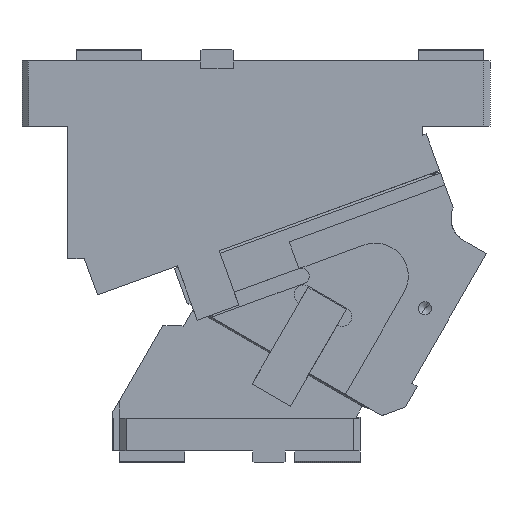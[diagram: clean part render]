
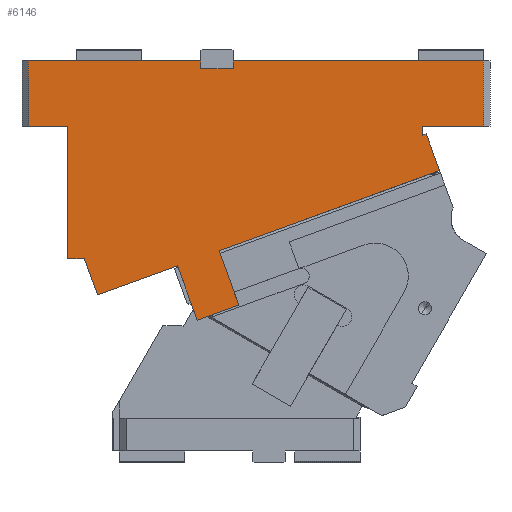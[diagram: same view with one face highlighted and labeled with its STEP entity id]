
A CAD part, front view. The second image highlights one B-rep face of the part: STEP entity #6146.
In plain terms, the highlighted planar face has unit normal (0, -1, 0).
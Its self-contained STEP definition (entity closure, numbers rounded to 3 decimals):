
#57=CARTESIAN_POINT('Line Origine',(162.5,-82.5,-3.)) ;
#61=CARTESIAN_POINT('Vertex',(162.5,-82.5,0.)) ;
#63=CARTESIAN_POINT('Vertex',(162.5,-82.5,-6.)) ;
#101=CARTESIAN_POINT('Vertex',(355.,-82.5,0.)) ;
#282=CARTESIAN_POINT('Line Origine',(258.75,-82.5,0.)) ;
#603=CARTESIAN_POINT('Vertex',(5.,-82.5,0.)) ;
#606=CARTESIAN_POINT('Line Origine',(71.25,-82.5,0.)) ;
#610=CARTESIAN_POINT('Vertex',(137.5,-82.5,0.)) ;
#1138=CARTESIAN_POINT('Vertex',(58.076,-82.5,-179.975)) ;
#1141=CARTESIAN_POINT('Line Origine',(52.946,-82.5,-165.88)) ;
#1145=CARTESIAN_POINT('Vertex',(47.816,-82.5,-151.784)) ;
#1192=CARTESIAN_POINT('Line Origine',(47.519,-82.5,-151.892)) ;
#1196=CARTESIAN_POINT('Vertex',(47.223,-82.5,-152.)) ;
#1231=CARTESIAN_POINT('Line Origine',(41.112,-82.5,-152.)) ;
#1235=CARTESIAN_POINT('Vertex',(35.,-82.5,-152.)) ;
#1259=CARTESIAN_POINT('Vertex',(35.,-82.5,-50.)) ;
#1365=CARTESIAN_POINT('Line Origine',(35.,-82.5,-101.)) ;
#2065=CARTESIAN_POINT('Vertex',(308.,-82.5,-57.085)) ;
#2068=CARTESIAN_POINT('Line Origine',(309.465,-82.5,-56.552)) ;
#2072=CARTESIAN_POINT('Vertex',(310.93,-82.5,-56.019)) ;
#2097=CARTESIAN_POINT('Vertex',(308.,-82.5,-50.)) ;
#2100=CARTESIAN_POINT('Line Origine',(308.,-82.5,-53.543)) ;
#3049=CARTESIAN_POINT('Line Origine',(20.,-82.5,-50.)) ;
#3053=CARTESIAN_POINT('Vertex',(5.,-82.5,-50.)) ;
#3317=CARTESIAN_POINT('Vertex',(137.5,-82.5,-6.)) ;
#3325=CARTESIAN_POINT('Line Origine',(137.5,-82.5,-3.)) ;
#3826=CARTESIAN_POINT('Line Origine',(5.,-82.5,-25.)) ;
#4854=CARTESIAN_POINT('Vertex',(321.19,-82.5,-84.21)) ;
#4857=CARTESIAN_POINT('Line Origine',(316.06,-82.5,-70.114)) ;
#4905=CARTESIAN_POINT('Line Origine',(355.,-82.5,-25.)) ;
#4909=CARTESIAN_POINT('Vertex',(355.,-82.5,-50.)) ;
#5552=CARTESIAN_POINT('Line Origine',(331.5,-82.5,-50.)) ;
#5911=CARTESIAN_POINT('Line Origine',(150.,-82.5,-6.)) ;
#6012=CARTESIAN_POINT('Vertex',(166.796,-82.5,-187.76)) ;
#6024=CARTESIAN_POINT('Vertex',(151.576,-82.5,-145.944)) ;
#6027=CARTESIAN_POINT('Line Origine',(159.186,-82.5,-166.852)) ;
#6063=CARTESIAN_POINT('Line Origine',(127.236,-82.5,-178.481)) ;
#6067=CARTESIAN_POINT('Vertex',(134.846,-82.5,-199.389)) ;
#6069=CARTESIAN_POINT('Vertex',(119.626,-82.5,-157.573)) ;
#6096=CARTESIAN_POINT('Line Origine',(150.821,-82.5,-193.575)) ;
#6108=CARTESIAN_POINT('Axis2P3D Location',(0.,-82.5,0.)) ;
#6113=CARTESIAN_POINT('Line Origine',(236.383,-82.5,-115.077)) ;
#6118=CARTESIAN_POINT('Line Origine',(88.851,-82.5,-168.774)) ;
#58=DIRECTION('Vector Direction',(0.,0.,-1.)) ;
#283=DIRECTION('Vector Direction',(1.,0.,0.)) ;
#607=DIRECTION('Vector Direction',(1.,0.,0.)) ;
#1142=DIRECTION('Vector Direction',(-0.342,0.,0.94)) ;
#1193=DIRECTION('Vector Direction',(-0.94,0.,-0.342)) ;
#1232=DIRECTION('Vector Direction',(1.,0.,0.)) ;
#1366=DIRECTION('Vector Direction',(0.,0.,-1.)) ;
#2069=DIRECTION('Vector Direction',(0.94,0.,0.342)) ;
#2101=DIRECTION('Vector Direction',(0.,0.,-1.)) ;
#3050=DIRECTION('Vector Direction',(1.,0.,0.)) ;
#3326=DIRECTION('Vector Direction',(0.,0.,1.)) ;
#3827=DIRECTION('Vector Direction',(0.,0.,-1.)) ;
#4858=DIRECTION('Vector Direction',(0.342,0.,-0.94)) ;
#4906=DIRECTION('Vector Direction',(0.,0.,1.)) ;
#5553=DIRECTION('Vector Direction',(-1.,0.,0.)) ;
#5912=DIRECTION('Vector Direction',(1.,0.,0.)) ;
#6028=DIRECTION('Vector Direction',(-0.342,0.,0.94)) ;
#6064=DIRECTION('Vector Direction',(-0.342,0.,0.94)) ;
#6097=DIRECTION('Vector Direction',(0.94,0.,0.342)) ;
#6109=DIRECTION('Axis2P3D Direction',(0.,1.,0.)) ;
#6110=DIRECTION('Axis2P3D XDirection',(0.,0.,1.)) ;
#6114=DIRECTION('Vector Direction',(-0.94,0.,-0.342)) ;
#6119=DIRECTION('Vector Direction',(-0.94,0.,-0.342)) ;
#6111=AXIS2_PLACEMENT_3D('Plane Axis2P3D',#6108,#6109,#6110) ;
#6124=ORIENTED_EDGE('',*,*,#6100,.T.) ;
#6125=ORIENTED_EDGE('',*,*,#6031,.T.) ;
#6126=ORIENTED_EDGE('',*,*,#6117,.T.) ;
#6127=ORIENTED_EDGE('',*,*,#4861,.T.) ;
#6128=ORIENTED_EDGE('',*,*,#2074,.T.) ;
#6129=ORIENTED_EDGE('',*,*,#2104,.F.) ;
#6130=ORIENTED_EDGE('',*,*,#5556,.F.) ;
#6131=ORIENTED_EDGE('',*,*,#4911,.T.) ;
#6132=ORIENTED_EDGE('',*,*,#286,.F.) ;
#6133=ORIENTED_EDGE('',*,*,#65,.T.) ;
#6134=ORIENTED_EDGE('',*,*,#5915,.F.) ;
#6135=ORIENTED_EDGE('',*,*,#3329,.T.) ;
#6136=ORIENTED_EDGE('',*,*,#612,.F.) ;
#6137=ORIENTED_EDGE('',*,*,#3830,.T.) ;
#6138=ORIENTED_EDGE('',*,*,#3055,.T.) ;
#6139=ORIENTED_EDGE('',*,*,#1369,.T.) ;
#6140=ORIENTED_EDGE('',*,*,#1237,.T.) ;
#6141=ORIENTED_EDGE('',*,*,#1198,.F.) ;
#6142=ORIENTED_EDGE('',*,*,#1147,.T.) ;
#6143=ORIENTED_EDGE('',*,*,#6122,.T.) ;
#6144=ORIENTED_EDGE('',*,*,#6071,.F.) ;
#59=VECTOR('Line Direction',#58,1.) ;
#284=VECTOR('Line Direction',#283,1.) ;
#608=VECTOR('Line Direction',#607,1.) ;
#1143=VECTOR('Line Direction',#1142,1.) ;
#1194=VECTOR('Line Direction',#1193,1.) ;
#1233=VECTOR('Line Direction',#1232,1.) ;
#1367=VECTOR('Line Direction',#1366,1.) ;
#2070=VECTOR('Line Direction',#2069,1.) ;
#2102=VECTOR('Line Direction',#2101,1.) ;
#3051=VECTOR('Line Direction',#3050,1.) ;
#3327=VECTOR('Line Direction',#3326,1.) ;
#3828=VECTOR('Line Direction',#3827,1.) ;
#4859=VECTOR('Line Direction',#4858,1.) ;
#4907=VECTOR('Line Direction',#4906,1.) ;
#5554=VECTOR('Line Direction',#5553,1.) ;
#5913=VECTOR('Line Direction',#5912,1.) ;
#6029=VECTOR('Line Direction',#6028,1.) ;
#6065=VECTOR('Line Direction',#6064,1.) ;
#6098=VECTOR('Line Direction',#6097,1.) ;
#6115=VECTOR('Line Direction',#6114,1.) ;
#6120=VECTOR('Line Direction',#6119,1.) ;
#6146=ADVANCED_FACE('CAM HOLDER',(#6145),#6112,.F.) ;
#65=EDGE_CURVE('',#62,#64,#60,.T.) ;
#286=EDGE_CURVE('',#62,#102,#285,.T.) ;
#612=EDGE_CURVE('',#604,#611,#609,.T.) ;
#1147=EDGE_CURVE('',#1146,#1139,#1144,.F.) ;
#1198=EDGE_CURVE('',#1146,#1197,#1195,.T.) ;
#1237=EDGE_CURVE('',#1236,#1197,#1234,.T.) ;
#1369=EDGE_CURVE('',#1260,#1236,#1368,.T.) ;
#2074=EDGE_CURVE('',#2073,#2066,#2071,.F.) ;
#2104=EDGE_CURVE('',#2098,#2066,#2103,.T.) ;
#3055=EDGE_CURVE('',#3054,#1260,#3052,.T.) ;
#3329=EDGE_CURVE('',#3318,#611,#3328,.T.) ;
#3830=EDGE_CURVE('',#604,#3054,#3829,.T.) ;
#4861=EDGE_CURVE('',#4855,#2073,#4860,.F.) ;
#4911=EDGE_CURVE('',#4910,#102,#4908,.T.) ;
#5556=EDGE_CURVE('',#4910,#2098,#5555,.T.) ;
#5915=EDGE_CURVE('',#3318,#64,#5914,.T.) ;
#6031=EDGE_CURVE('',#6013,#6025,#6030,.T.) ;
#6071=EDGE_CURVE('',#6068,#6070,#6066,.T.) ;
#6100=EDGE_CURVE('',#6068,#6013,#6099,.T.) ;
#6117=EDGE_CURVE('',#6025,#4855,#6116,.F.) ;
#6122=EDGE_CURVE('',#1139,#6070,#6121,.F.) ;
#6123=EDGE_LOOP('',(#6124,#6125,#6126,#6127,#6128,#6129,#6130,#6131,#6132,#6133,#6134,#6135,#6136,#6137,#6138,#6139,#6140,#6141,#6142,#6143,#6144)) ;
#6145=FACE_OUTER_BOUND('',#6123,.T.) ;
#60=LINE('Line',#57,#59) ;
#285=LINE('Line',#282,#284) ;
#609=LINE('Line',#606,#608) ;
#1144=LINE('Line',#1141,#1143) ;
#1195=LINE('Line',#1192,#1194) ;
#1234=LINE('Line',#1231,#1233) ;
#1368=LINE('Line',#1365,#1367) ;
#2071=LINE('Line',#2068,#2070) ;
#2103=LINE('Line',#2100,#2102) ;
#3052=LINE('Line',#3049,#3051) ;
#3328=LINE('Line',#3325,#3327) ;
#3829=LINE('Line',#3826,#3828) ;
#4860=LINE('Line',#4857,#4859) ;
#4908=LINE('Line',#4905,#4907) ;
#5555=LINE('Line',#5552,#5554) ;
#5914=LINE('Line',#5911,#5913) ;
#6030=LINE('Line',#6027,#6029) ;
#6066=LINE('Line',#6063,#6065) ;
#6099=LINE('Line',#6096,#6098) ;
#6116=LINE('Line',#6113,#6115) ;
#6121=LINE('Line',#6118,#6120) ;
#6112=PLANE('Plane',#6111) ;
#62=VERTEX_POINT('',#61) ;
#64=VERTEX_POINT('',#63) ;
#102=VERTEX_POINT('',#101) ;
#604=VERTEX_POINT('',#603) ;
#611=VERTEX_POINT('',#610) ;
#1139=VERTEX_POINT('',#1138) ;
#1146=VERTEX_POINT('',#1145) ;
#1197=VERTEX_POINT('',#1196) ;
#1236=VERTEX_POINT('',#1235) ;
#1260=VERTEX_POINT('',#1259) ;
#2066=VERTEX_POINT('',#2065) ;
#2073=VERTEX_POINT('',#2072) ;
#2098=VERTEX_POINT('',#2097) ;
#3054=VERTEX_POINT('',#3053) ;
#3318=VERTEX_POINT('',#3317) ;
#4855=VERTEX_POINT('',#4854) ;
#4910=VERTEX_POINT('',#4909) ;
#6013=VERTEX_POINT('',#6012) ;
#6025=VERTEX_POINT('',#6024) ;
#6068=VERTEX_POINT('',#6067) ;
#6070=VERTEX_POINT('',#6069) ;
